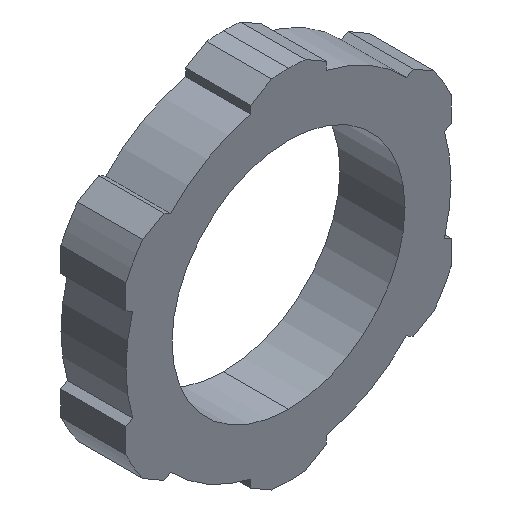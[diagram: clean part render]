
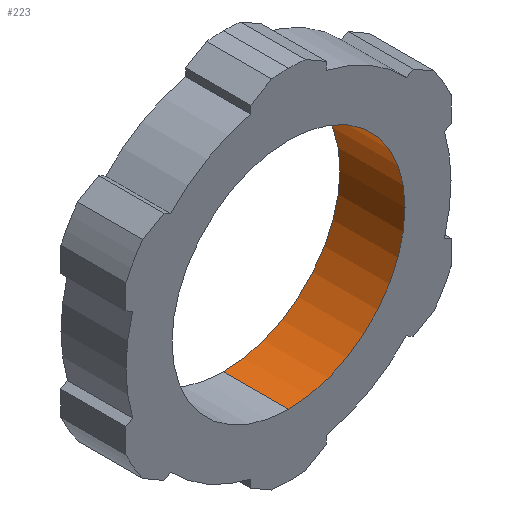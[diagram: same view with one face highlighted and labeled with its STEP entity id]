
A CAD part, isometric view. The second image highlights one B-rep face of the part: STEP entity #223.
In plain terms, the highlighted cylindrical face has radius 10.75 mm (diameter 21.5 mm), a partial arc.
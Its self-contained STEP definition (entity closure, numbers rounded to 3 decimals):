
#9 = CARTESIAN_POINT ( 'NONE',  ( 0., 0., -10.75 ) ) ;
#23 = CARTESIAN_POINT ( 'NONE',  ( 0., 0., 10.75 ) ) ;
#40 = CARTESIAN_POINT ( 'NONE',  ( 0., 6., -10.75 ) ) ;
#105 = CIRCLE ( 'NONE', #1316, 10.75 ) ;
#144 = DIRECTION ( 'NONE',  ( 0., 1., 0. ) ) ;
#160 = DIRECTION ( 'NONE',  ( 0., 1., 0. ) ) ;
#180 = VERTEX_POINT ( 'NONE', #40 ) ;
#193 = EDGE_LOOP ( 'NONE', ( #1163, #1298, #618, #395 ) ) ;
#209 = DIRECTION ( 'NONE',  ( 0., 0., 1. ) ) ;
#223 = ADVANCED_FACE ( 'NONE', ( #1342 ), #381, .F. ) ;
#280 = CIRCLE ( 'NONE', #1012, 10.75 ) ;
#365 = EDGE_CURVE ( 'NONE', #892, #180, #737, .T. ) ;
#371 = CARTESIAN_POINT ( 'NONE',  ( 0., 6., 0. ) ) ;
#381 = CYLINDRICAL_SURFACE ( 'NONE', #787, 10.75 ) ;
#395 = ORIENTED_EDGE ( 'NONE', *, *, #726, .T. ) ;
#432 = EDGE_CURVE ( 'NONE', #1083, #892, #105, .T. ) ;
#439 = VERTEX_POINT ( 'NONE', #543 ) ;
#450 = DIRECTION ( 'NONE',  ( 0., 1., 0. ) ) ;
#455 = DIRECTION ( 'NONE',  ( 0., 0., 1. ) ) ;
#470 = DIRECTION ( 'NONE',  ( 0., 0., 1. ) ) ;
#522 = CARTESIAN_POINT ( 'NONE',  ( 0., 6., -10.75 ) ) ;
#543 = CARTESIAN_POINT ( 'NONE',  ( 0., 6., 10.75 ) ) ;
#618 = ORIENTED_EDGE ( 'NONE', *, *, #937, .T. ) ;
#725 = CARTESIAN_POINT ( 'NONE',  ( 0., 6., 0. ) ) ;
#726 = EDGE_CURVE ( 'NONE', #439, #180, #280, .T. ) ;
#737 = LINE ( 'NONE', #522, #810 ) ;
#787 = AXIS2_PLACEMENT_3D ( 'NONE', #371, #160, #470 ) ;
#800 = VECTOR ( 'NONE', #450, 1000. ) ;
#810 = VECTOR ( 'NONE', #144, 1000. ) ;
#833 = DIRECTION ( 'NONE',  ( 0., 1., 0. ) ) ;
#883 = CARTESIAN_POINT ( 'NONE',  ( 0., 6., 10.75 ) ) ;
#892 = VERTEX_POINT ( 'NONE', #9 ) ;
#937 = EDGE_CURVE ( 'NONE', #1083, #439, #1036, .T. ) ;
#1012 = AXIS2_PLACEMENT_3D ( 'NONE', #725, #833, #209 ) ;
#1036 = LINE ( 'NONE', #883, #800 ) ;
#1083 = VERTEX_POINT ( 'NONE', #23 ) ;
#1163 = ORIENTED_EDGE ( 'NONE', *, *, #365, .F. ) ;
#1219 = DIRECTION ( 'NONE',  ( 0., 1., 0. ) ) ;
#1298 = ORIENTED_EDGE ( 'NONE', *, *, #432, .F. ) ;
#1316 = AXIS2_PLACEMENT_3D ( 'NONE', #1324, #1219, #455 ) ;
#1324 = CARTESIAN_POINT ( 'NONE',  ( 0., 0., 0. ) ) ;
#1342 = FACE_OUTER_BOUND ( 'NONE', #193, .T. ) ;
